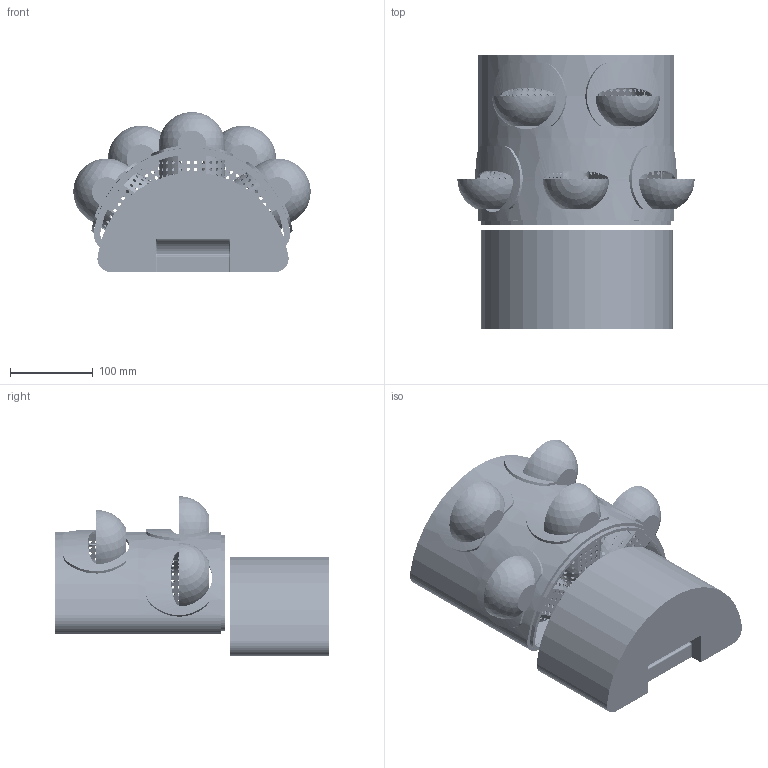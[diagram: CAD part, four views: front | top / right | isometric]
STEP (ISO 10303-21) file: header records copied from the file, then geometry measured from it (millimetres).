
FILE_DESCRIPTION (( 'STEP AP214' ), '1' );
FILE_NAME ('Basilisk2.STEP', '2019-09-09T14:29:26', ( '' ), ( '' ), 'SwSTEP 2.0', 'SolidWorks 2016', '' );
FILE_SCHEMA (( 'AUTOMOTIVE_DESIGN' ));
Length unit declared in the file: millimetre
Products named in the file (5): water reseivor2; plant holder2; plant holder2_3 holes; Basilisk2; plant pot3
Assembly tree (8 placements, depth 2):
  Basilisk2
    plant holder2_3 holes
    plant pot3  x5
    plant holder2
    water reseivor2
Bounding box: 286.2 x 331.09 x 192.91 mm (x, y, z)
Volume: 933965.8 mm3; surface area: 681343.9 mm2
Topology: 8 solids, 8 shells, 2479 faces, 7961 edges, 5182 vertices
Faces by surface type: cylinder 2014, bspline 210, plane 132, torus 79, sphere 44
Entity records: 37144 total; most frequent: CARTESIAN_POINT 22519, ORIENTED_EDGE 3578, DIRECTION 2182, EDGE_CURVE 1789, VERTEX_POINT 1160, EDGE_LOOP 881, AXIS2_PLACEMENT_3D 826, B_SPLINE_CURVE_WITH_KNOTS 667
